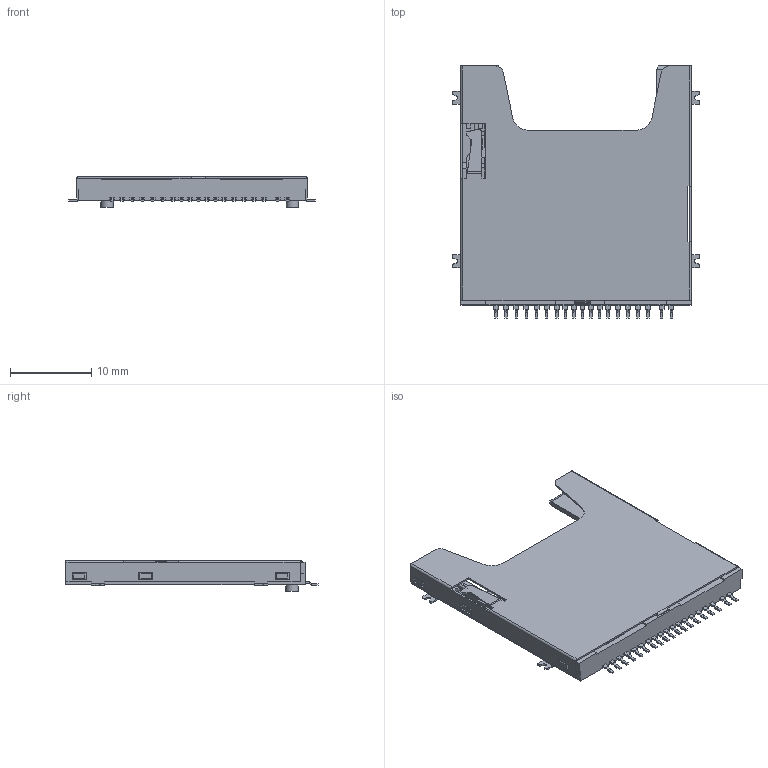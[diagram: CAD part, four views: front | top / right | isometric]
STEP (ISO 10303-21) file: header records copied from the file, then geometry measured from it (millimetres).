
FILE_DESCRIPTION(/* description */ ('Unknown'),/* implementation_level */ '2;1');
FILE_NAME(/* name */ '693161011911',/* time_stamp */ '2017-08-29T12:25:44+02:00',/* author */ ('Unknown'),/* organization */ ('Unknown'),/* preprocessor_version */ 'ST-DEVELOPER v16.7',/* originating_system */ 'DEX',/* authorisation */ $);
FILE_SCHEMA (('AUTOMOTIVE_DESIGN {1 0 10303 214 3 1 1}'));
Length unit declared in the file: millimetre
Products named in the file (7): 693161011911; 693161011911_Contact; 693161011911_Agraphe; 693161011911_Spring; 693161011911_Slider; 693161011911_Shielding
Assembly tree (6 placements, depth 2):
  693161011911
    693161011911_Contact
    693161011911
    693161011911_Agraphe
    693161011911_Spring
    693161011911_Slider
    693161011911_Shielding
Bounding box: 30.35 x 31 x 3.8 mm (x, y, z)
Volume: 717.8 mm3; surface area: 4582.4 mm2
Topology: 24 solids, 24 shells, 1412 faces, 3952 edges, 2567 vertices
Faces by surface type: plane 1096, cylinder 312, torus 2, cone 1, bspline 1
Full cylindrical faces by diameter (mm): 0.3 x3, 0.35 x1, 0.75 x2, 0.8 x1, 1.5 x6, 1.8 x1
Entity records: 50631 total; most frequent: CARTESIAN_POINT 12322, ORIENTED_EDGE 7854, DIRECTION 7380, EDGE_CURVE 3927, LINE 3282, VECTOR 3282, VERTEX_POINT 2560, AXIS2_PLACEMENT_3D 2049
